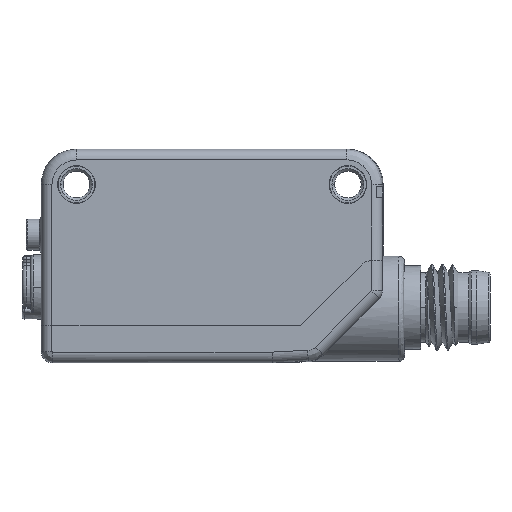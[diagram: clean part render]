
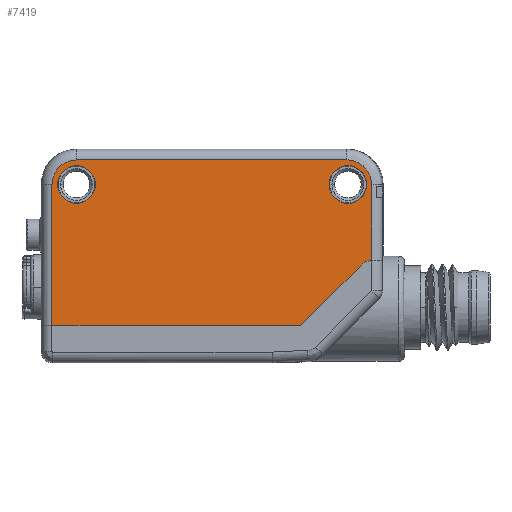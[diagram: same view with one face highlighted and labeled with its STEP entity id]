
A CAD part, left-side view. The second image highlights one B-rep face of the part: STEP entity #7419.
In plain terms, the highlighted planar face has unit normal (-1, 0, 0).
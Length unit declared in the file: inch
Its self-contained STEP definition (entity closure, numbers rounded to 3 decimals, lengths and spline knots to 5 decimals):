
#1=DIRECTION('',(0.,0.,1.));
#2=VECTOR('',#1,0.27963);
#3=CARTESIAN_POINT('',(-0.23622,-0.58711,
-0.01585));
#4=LINE('',#3,#2);
#5=DIRECTION('',(0.,-0.707,0.707));
#6=VECTOR('',#5,0.31517);
#7=CARTESIAN_POINT('',(-0.23622,-0.32593,
-0.25591));
#8=LINE('',#7,#6);
#9=DIRECTION('',(0.,-1.,0.));
#10=VECTOR('',#9,0.91648);
#11=CARTESIAN_POINT('',(-0.23622,0.59055,
-0.25591));
#12=LINE('',#11,#10);
#13=DIRECTION('',(0.,0.,-1.));
#14=VECTOR('',#13,0.51969);
#15=CARTESIAN_POINT('',(-0.23622,0.59055,
0.26378));
#16=LINE('',#15,#14);
#17=CARTESIAN_POINT('',(-0.23622,0.5,0.26378));
#18=DIRECTION('',(-1.,0.,0.));
#19=DIRECTION('',(0.,0.,1.));
#20=AXIS2_PLACEMENT_3D('',#17,#18,#19);
#22=DIRECTION('',(0.,1.,0.));
#23=VECTOR('',#22,0.99654);
#24=CARTESIAN_POINT('',(-0.23622,-0.49654,
0.35433));
#25=LINE('',#24,#23);
#26=CARTESIAN_POINT('',(-0.23622,-0.58711,
0.26378));
#27=CARTESIAN_POINT('',(-0.23622,-0.58711,
0.26692));
#28=CARTESIAN_POINT('',(-0.23622,-0.58678,
0.27318));
#29=CARTESIAN_POINT('',(-0.23622,-0.58531,
0.28256));
#30=CARTESIAN_POINT('',(-0.23622,-0.58285,
0.29175));
#31=CARTESIAN_POINT('',(-0.23622,-0.57945,
0.30063));
#32=CARTESIAN_POINT('',(-0.23622,-0.57514,
0.3091));
#33=CARTESIAN_POINT('',(-0.23622,-0.56996,
0.31708));
#34=CARTESIAN_POINT('',(-0.23622,-0.56397,
0.32448));
#35=CARTESIAN_POINT('',(-0.23622,-0.55725,
0.3312));
#36=CARTESIAN_POINT('',(-0.23622,-0.54985,
0.33719));
#37=CARTESIAN_POINT('',(-0.23622,-0.54187,
0.34236));
#38=CARTESIAN_POINT('',(-0.23622,-0.5334,
0.34667));
#39=CARTESIAN_POINT('',(-0.23622,-0.52452,
0.35008));
#40=CARTESIAN_POINT('',(-0.23622,-0.51533,
0.35253));
#41=CARTESIAN_POINT('',(-0.23622,-0.50594,
0.35401));
#42=CARTESIAN_POINT('',(-0.23622,-0.49968,
0.35433));
#43=CARTESIAN_POINT('',(-0.23622,-0.49654,
0.35433));
#45=CARTESIAN_POINT('',(-0.23622,0.5,0.26378));
#46=DIRECTION('',(1.,0.,0.));
#47=DIRECTION('',(0.,0.,-1.));
#48=AXIS2_PLACEMENT_3D('',#45,#46,#47);
#50=CARTESIAN_POINT('',(-0.23622,0.5,0.26378));
#51=DIRECTION('',(1.,0.,0.));
#52=DIRECTION('',(0.,0.,1.));
#53=AXIS2_PLACEMENT_3D('',#50,#51,#52);
#55=CARTESIAN_POINT('',(-0.23622,-0.5,0.26378));
#56=DIRECTION('',(1.,0.,0.));
#57=DIRECTION('',(0.,0.,-1.));
#58=AXIS2_PLACEMENT_3D('',#55,#56,#57);
#60=CARTESIAN_POINT('',(-0.23622,-0.5,0.26378));
#61=DIRECTION('',(1.,0.,0.));
#62=DIRECTION('',(0.,0.,1.));
#63=AXIS2_PLACEMENT_3D('',#60,#61,#62);
#1968=CARTESIAN_POINT('',(-0.23622,-0.59055,
-0.0748));
#1969=DIRECTION('',(1.,0.,0.));
#1970=DIRECTION('',(0.,0.707,0.707));
#1971=AXIS2_PLACEMENT_3D('',#1968,#1969,#1970);
#6329=CARTESIAN_POINT('',(-0.23622,-0.32593,
-0.25591));
#6331=VERTEX_POINT('',#6329);
#6392=VERTEX_POINT('',#26);
#6393=VERTEX_POINT('',#43);
#6396=CARTESIAN_POINT('',(-0.23622,0.5,0.35433));
#6397=VERTEX_POINT('',#6396);
#6431=CARTESIAN_POINT('',(-0.23622,-0.54879,
-0.03304));
#6432=VERTEX_POINT('',#6431);
#6435=CARTESIAN_POINT('',(-0.23622,-0.58711,
-0.01585));
#6436=VERTEX_POINT('',#6435);
#6543=CARTESIAN_POINT('',(-0.23622,-0.5,0.33307));
#6544=CARTESIAN_POINT('',(-0.23622,-0.5,0.19449));
#6545=VERTEX_POINT('',#6543);
#6546=VERTEX_POINT('',#6544);
#6547=CARTESIAN_POINT('',(-0.23622,0.5,0.33307));
#6548=CARTESIAN_POINT('',(-0.23622,0.5,0.19449));
#6549=VERTEX_POINT('',#6547);
#6550=VERTEX_POINT('',#6548);
#6559=CARTESIAN_POINT('',(-0.23622,0.59055,
-0.25591));
#6561=VERTEX_POINT('',#6559);
#6565=CARTESIAN_POINT('',(-0.23622,0.59055,
0.26378));
#6566=VERTEX_POINT('',#6565);
#7384=CARTESIAN_POINT('',(-0.23622,0.,0.));
#7385=DIRECTION('',(1.,0.,0.));
#7386=DIRECTION('',(0.,0.,-1.));
#7387=AXIS2_PLACEMENT_3D('',#7384,#7385,#7386);
#7388=PLANE('',#7387);
#7390=ORIENTED_EDGE('',*,*,#7389,.F.);
#7392=ORIENTED_EDGE('',*,*,#7391,.F.);
#7394=ORIENTED_EDGE('',*,*,#7393,.F.);
#7396=ORIENTED_EDGE('',*,*,#7395,.F.);
#7398=ORIENTED_EDGE('',*,*,#7397,.F.);
#7400=ORIENTED_EDGE('',*,*,#7399,.F.);
#7402=ORIENTED_EDGE('',*,*,#7401,.F.);
#7404=ORIENTED_EDGE('',*,*,#7403,.F.);
#7405=EDGE_LOOP('',(#7390,#7392,#7394,#7396,#7398,#7400,#7402,#7404));
#7406=FACE_OUTER_BOUND('',#7405,.F.);
#7408=ORIENTED_EDGE('',*,*,#7407,.F.);
#7410=ORIENTED_EDGE('',*,*,#7409,.F.);
#7411=EDGE_LOOP('',(#7408,#7410));
#7412=FACE_BOUND('',#7411,.F.);
#7414=ORIENTED_EDGE('',*,*,#7413,.F.);
#7416=ORIENTED_EDGE('',*,*,#7415,.F.);
#7417=EDGE_LOOP('',(#7414,#7416));
#7418=FACE_BOUND('',#7417,.F.);
#7419=ADVANCED_FACE('',(#7406,#7412,#7418),#7388,.F.);
#21=CIRCLE('',#20,0.09055);
#44=B_SPLINE_CURVE_WITH_KNOTS('',3,(#26,#27,#28,#29,#30,#31,#32,#33,#34,#35,#36,
#37,#38,#39,#40,#41,#42,#43),.UNSPECIFIED.,.F.,.F.,(4,1,1,1,1,1,1,1,1,1,1,1,1,1,
1,4),(0.,0.06667,0.13333,0.2,0.26667,
0.33333,0.4,0.46667,0.53333,0.6,
0.66667,0.73333,0.8,0.86667,0.93333,
1.),.UNSPECIFIED.);
#49=CIRCLE('',#48,0.06929);
#54=CIRCLE('',#53,0.06929);
#59=CIRCLE('',#58,0.06929);
#64=CIRCLE('',#63,0.06929);
#1972=CIRCLE('',#1971,0.05906);
#7389=EDGE_CURVE('',#6436,#6392,#4,.T.);
#7391=EDGE_CURVE('',#6432,#6436,#1972,.T.);
#7393=EDGE_CURVE('',#6331,#6432,#8,.T.);
#7395=EDGE_CURVE('',#6561,#6331,#12,.T.);
#7397=EDGE_CURVE('',#6566,#6561,#16,.T.);
#7399=EDGE_CURVE('',#6397,#6566,#21,.T.);
#7401=EDGE_CURVE('',#6393,#6397,#25,.T.);
#7403=EDGE_CURVE('',#6392,#6393,#44,.T.);
#7407=EDGE_CURVE('',#6550,#6549,#49,.T.);
#7409=EDGE_CURVE('',#6549,#6550,#54,.T.);
#7413=EDGE_CURVE('',#6546,#6545,#59,.T.);
#7415=EDGE_CURVE('',#6545,#6546,#64,.T.);
